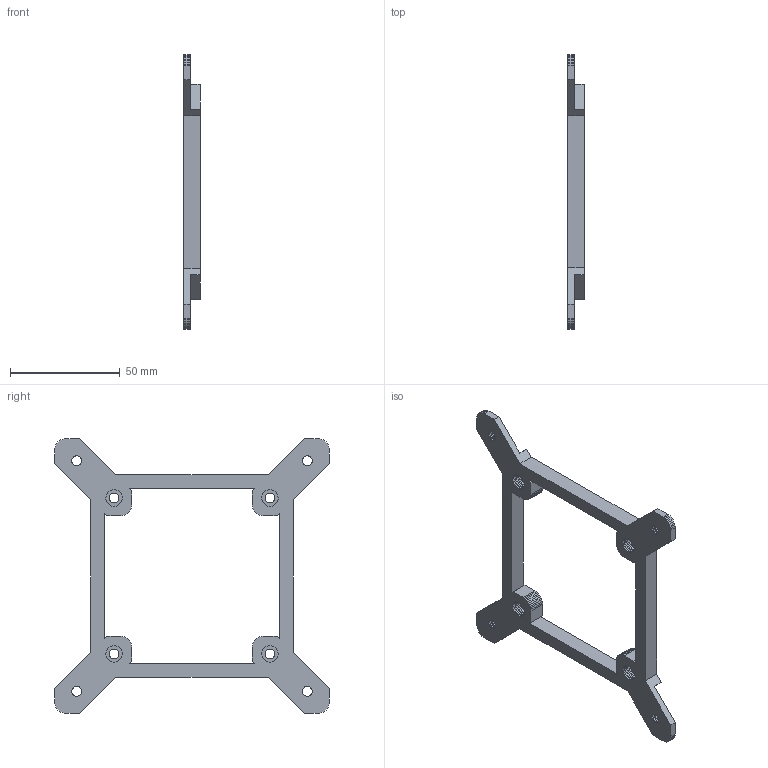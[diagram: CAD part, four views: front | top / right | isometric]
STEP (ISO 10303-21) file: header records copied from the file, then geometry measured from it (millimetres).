
FILE_DESCRIPTION(/* description */ (''),/* implementation_level */ '2;1');
FILE_NAME(/* name */ 'Fan Holder V2 (Wall).step',/* time_stamp */ '2020-04-23T16:11:23+02:00',/* author */ (''),/* organization */ (''),/* preprocessor_version */ 'ST-DEVELOPER v18.1',/* originating_system */ 'Autodesk Translation Framework v9.2.0.1227',/* authorisation */ '');
FILE_SCHEMA (('AUTOMOTIVE_DESIGN { 1 0 10303 214 3 1 1 }'));
Length unit declared in the file: millimetre
Products named in the file (1): FusionComponent
Bounding box: 7.5 x 125 x 125 mm (x, y, z)
Volume: 23270.4 mm3; surface area: 14538.7 mm2
Topology: 1 solids, 1 shells, 590 faces, 1740 edges, 1156 vertices
Faces by surface type: plane 590
Entity records: 19297 total; most frequent: CARTESIAN_POINT 3487, ORIENTED_EDGE 3480, DIRECTION 2922, LINE 1740, VECTOR 1740, EDGE_CURVE 1740, VERTEX_POINT 1156, EDGE_LOOP 612
